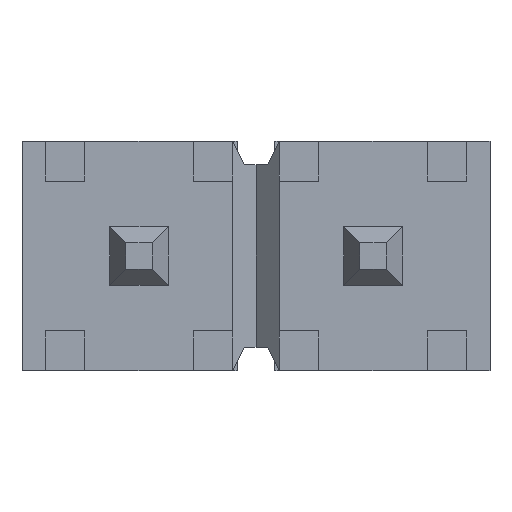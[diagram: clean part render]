
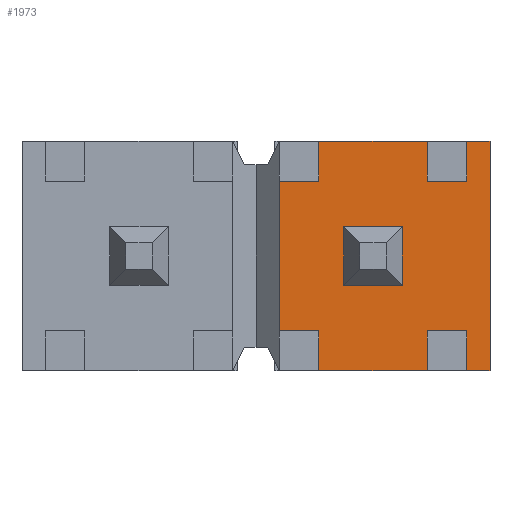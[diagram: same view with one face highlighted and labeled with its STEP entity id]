
A CAD part, front view. The second image highlights one B-rep face of the part: STEP entity #1973.
In plain terms, the highlighted planar face has unit normal (0, -1, 0).
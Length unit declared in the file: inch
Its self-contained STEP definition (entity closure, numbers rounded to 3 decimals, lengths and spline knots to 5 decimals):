
#455=ORIENTED_EDGE('',*,*,#823,.T.);
#456=ORIENTED_EDGE('',*,*,#717,.T.);
#457=ORIENTED_EDGE('',*,*,#774,.T.);
#458=ORIENTED_EDGE('',*,*,#825,.T.);
#459=ORIENTED_EDGE('',*,*,#789,.F.);
#460=ORIENTED_EDGE('',*,*,#713,.T.);
#461=ORIENTED_EDGE('',*,*,#794,.T.);
#462=ORIENTED_EDGE('',*,*,#826,.T.);
#463=ORIENTED_EDGE('',*,*,#696,.F.);
#464=ORIENTED_EDGE('',*,*,#827,.F.);
#465=ORIENTED_EDGE('',*,*,#795,.T.);
#466=ORIENTED_EDGE('',*,*,#729,.T.);
#467=ORIENTED_EDGE('',*,*,#792,.F.);
#468=ORIENTED_EDGE('',*,*,#828,.F.);
#469=ORIENTED_EDGE('',*,*,#775,.T.);
#470=ORIENTED_EDGE('',*,*,#725,.T.);
#471=ORIENTED_EDGE('',*,*,#817,.F.);
#472=ORIENTED_EDGE('',*,*,#804,.F.);
#473=ORIENTED_EDGE('',*,*,#801,.F.);
#474=ORIENTED_EDGE('',*,*,#798,.F.);
#696=EDGE_CURVE('',#928,#924,#1138,.T.);
#713=EDGE_CURVE('',#943,#942,#1155,.T.);
#717=EDGE_CURVE('',#947,#946,#1159,.T.);
#725=EDGE_CURVE('',#952,#951,#1167,.T.);
#729=EDGE_CURVE('',#956,#955,#1171,.T.);
#774=EDGE_CURVE('',#946,#985,#1216,.T.);
#775=EDGE_CURVE('',#986,#952,#1217,.T.);
#789=EDGE_CURVE('',#943,#993,#1231,.T.);
#792=EDGE_CURVE('',#994,#955,#1234,.T.);
#794=EDGE_CURVE('',#942,#995,#1236,.T.);
#795=EDGE_CURVE('',#996,#956,#1237,.T.);
#798=EDGE_CURVE('',#998,#999,#1240,.T.);
#801=EDGE_CURVE('',#999,#1001,#1243,.T.);
#804=EDGE_CURVE('',#1001,#1003,#1246,.T.);
#817=EDGE_CURVE('',#1003,#998,#1259,.T.);
#823=EDGE_CURVE('',#951,#947,#1265,.T.);
#825=EDGE_CURVE('',#985,#993,#1267,.T.);
#826=EDGE_CURVE('',#995,#924,#1268,.T.);
#827=EDGE_CURVE('',#996,#928,#1269,.T.);
#828=EDGE_CURVE('',#986,#994,#1270,.T.);
#924=VERTEX_POINT('',#2866);
#928=VERTEX_POINT('',#2875);
#942=VERTEX_POINT('',#2908);
#943=VERTEX_POINT('',#2910);
#946=VERTEX_POINT('',#2916);
#947=VERTEX_POINT('',#2918);
#951=VERTEX_POINT('',#2930);
#952=VERTEX_POINT('',#2932);
#955=VERTEX_POINT('',#2938);
#956=VERTEX_POINT('',#2940);
#985=VERTEX_POINT('',#3027);
#986=VERTEX_POINT('',#3031);
#993=VERTEX_POINT('',#3059);
#994=VERTEX_POINT('',#3063);
#995=VERTEX_POINT('',#3067);
#996=VERTEX_POINT('',#3071);
#998=VERTEX_POINT('',#3076);
#999=VERTEX_POINT('',#3078);
#1001=VERTEX_POINT('',#3084);
#1003=VERTEX_POINT('',#3090);
#1138=LINE('',#2876,#1408);
#1155=LINE('',#2909,#1425);
#1159=LINE('',#2917,#1429);
#1167=LINE('',#2931,#1437);
#1171=LINE('',#2939,#1441);
#1216=LINE('',#3028,#1486);
#1217=LINE('',#3030,#1487);
#1231=LINE('',#3058,#1501);
#1234=LINE('',#3064,#1504);
#1236=LINE('',#3068,#1506);
#1237=LINE('',#3070,#1507);
#1240=LINE('',#3077,#1510);
#1243=LINE('',#3083,#1513);
#1246=LINE('',#3089,#1516);
#1259=LINE('',#3116,#1529);
#1265=LINE('',#3125,#1535);
#1267=LINE('',#3130,#1537);
#1268=LINE('',#3131,#1538);
#1269=LINE('',#3132,#1539);
#1270=LINE('',#3133,#1540);
#1408=VECTOR('',#2348,39.37008);
#1425=VECTOR('',#2369,39.37008);
#1429=VECTOR('',#2373,39.37008);
#1437=VECTOR('',#2383,39.37008);
#1441=VECTOR('',#2387,39.37008);
#1486=VECTOR('',#2460,39.37008);
#1487=VECTOR('',#2463,39.37008);
#1501=VECTOR('',#2491,39.37008);
#1504=VECTOR('',#2496,39.37008);
#1506=VECTOR('',#2500,39.37008);
#1507=VECTOR('',#2503,39.37008);
#1510=VECTOR('',#2508,39.37008);
#1513=VECTOR('',#2513,39.37008);
#1516=VECTOR('',#2518,39.37008);
#1529=VECTOR('',#2539,39.37008);
#1535=VECTOR('',#2551,39.37008);
#1537=VECTOR('',#2559,39.37008);
#1538=VECTOR('',#2560,39.37008);
#1539=VECTOR('',#2561,39.37008);
#1540=VECTOR('',#2562,39.37008);
#1645=EDGE_LOOP('',(#455,#456,#457,#458,#459,#460,#461,#462,#463,#464,#465,
#466,#467,#468,#469,#470));
#1646=EDGE_LOOP('',(#471,#472,#473,#474));
#1759=FACE_BOUND('',#1645,.T.);
#1760=FACE_BOUND('',#1646,.T.);
#1867=PLANE('',#2106);
#1973=ADVANCED_FACE('',(#1759,#1760),#1867,.T.);
#2106=AXIS2_PLACEMENT_3D('',#3129,#2557,#2558);
#2348=DIRECTION('',(0.,0.,1.));
#2369=DIRECTION('',(-1.,0.,0.));
#2373=DIRECTION('',(-1.,0.,0.));
#2383=DIRECTION('',(1.,0.,0.));
#2387=DIRECTION('',(1.,0.,0.));
#2460=DIRECTION('',(0.,0.,-1.));
#2463=DIRECTION('',(0.,0.,-1.));
#2491=DIRECTION('',(0.,0.,-1.));
#2496=DIRECTION('',(0.,0.,-1.));
#2500=DIRECTION('',(0.,0.,-1.));
#2503=DIRECTION('',(0.,0.,-1.));
#2508=DIRECTION('',(1.,0.,0.));
#2513=DIRECTION('',(0.,0.,1.));
#2518=DIRECTION('',(-1.,0.,0.));
#2539=DIRECTION('',(0.,0.,-1.));
#2551=DIRECTION('',(0.,0.,1.));
#2557=DIRECTION('',(0.,-1.,0.));
#2558=DIRECTION('',(1.,0.,0.));
#2559=DIRECTION('',(-1.,0.,0.));
#2560=DIRECTION('',(-1.,0.,0.));
#2561=DIRECTION('',(-1.,0.,0.));
#2562=DIRECTION('',(-1.,0.,0.));
#2866=CARTESIAN_POINT('',(0.01,0.02,0.032));
#2875=CARTESIAN_POINT('',(0.01,0.02,-0.032));
#2876=CARTESIAN_POINT('',(0.01,0.02,0.2));
#2908=CARTESIAN_POINT('',(0.02688,0.02,0.049));
#2909=CARTESIAN_POINT('',(-0.1,0.02,0.049));
#2910=CARTESIAN_POINT('',(0.07312,0.02,0.049));
#2916=CARTESIAN_POINT('',(0.09012,0.02,0.049));
#2917=CARTESIAN_POINT('',(-0.1,0.02,0.049));
#2918=CARTESIAN_POINT('',(0.1,0.02,0.049));
#2930=CARTESIAN_POINT('',(0.1,0.02,-0.049));
#2931=CARTESIAN_POINT('',(0.1,0.02,-0.049));
#2932=CARTESIAN_POINT('',(0.09012,0.02,-0.049));
#2938=CARTESIAN_POINT('',(0.07312,0.02,-0.049));
#2939=CARTESIAN_POINT('',(0.1,0.02,-0.049));
#2940=CARTESIAN_POINT('',(0.02688,0.02,-0.049));
#3027=CARTESIAN_POINT('',(0.09012,0.02,0.032));
#3028=CARTESIAN_POINT('',(0.09012,0.02,0.098));
#3030=CARTESIAN_POINT('',(0.09012,0.02,0.098));
#3031=CARTESIAN_POINT('',(0.09012,0.02,-0.032));
#3058=CARTESIAN_POINT('',(0.07312,0.02,0.098));
#3059=CARTESIAN_POINT('',(0.07312,0.02,0.032));
#3063=CARTESIAN_POINT('',(0.07312,0.02,-0.032));
#3064=CARTESIAN_POINT('',(0.07312,0.02,0.098));
#3067=CARTESIAN_POINT('',(0.02688,0.02,0.032));
#3068=CARTESIAN_POINT('',(0.02688,0.02,0.098));
#3070=CARTESIAN_POINT('',(0.02688,0.02,0.098));
#3071=CARTESIAN_POINT('',(0.02688,0.02,-0.032));
#3076=CARTESIAN_POINT('',(0.0375,0.02,-0.0125));
#3077=CARTESIAN_POINT('',(0.0625,0.02,-0.0125));
#3078=CARTESIAN_POINT('',(0.0625,0.02,-0.0125));
#3083=CARTESIAN_POINT('',(0.0625,0.02,0.0125));
#3084=CARTESIAN_POINT('',(0.0625,0.02,0.0125));
#3089=CARTESIAN_POINT('',(0.0375,0.02,0.0125));
#3090=CARTESIAN_POINT('',(0.0375,0.02,0.0125));
#3116=CARTESIAN_POINT('',(0.0375,0.02,-0.0125));
#3125=CARTESIAN_POINT('',(0.1,0.02,0.049));
#3129=CARTESIAN_POINT('',(0.13637,0.02,0.098));
#3130=CARTESIAN_POINT('',(0.2,0.02,0.032));
#3131=CARTESIAN_POINT('',(0.2,0.02,0.032));
#3132=CARTESIAN_POINT('',(0.2,0.02,-0.032));
#3133=CARTESIAN_POINT('',(0.2,0.02,-0.032));
